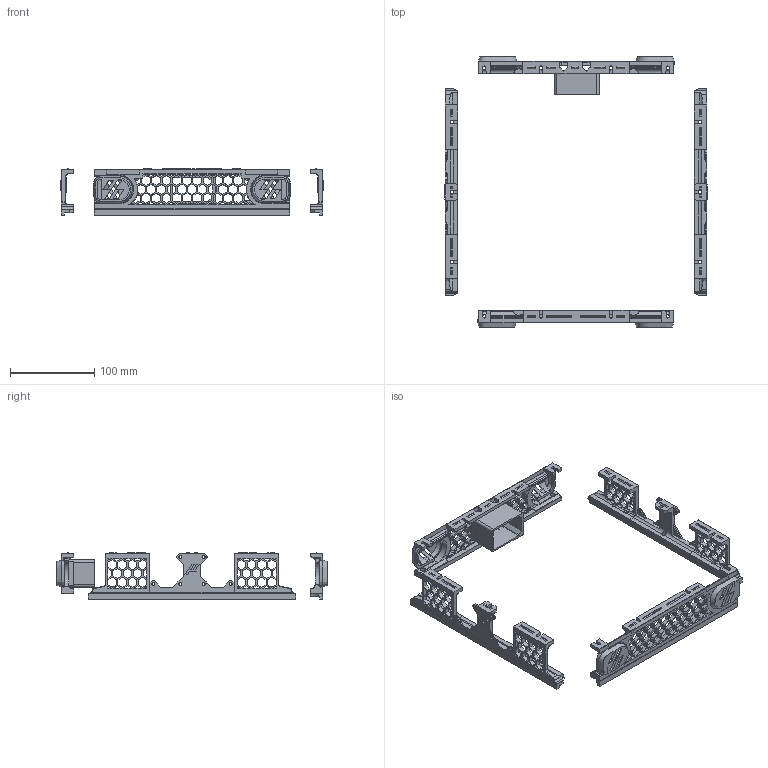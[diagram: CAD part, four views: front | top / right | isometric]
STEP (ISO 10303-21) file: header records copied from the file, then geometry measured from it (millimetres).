
FILE_DESCRIPTION(/* description */ (''),/* implementation_level */ '2;1');
FILE_NAME(/* name */ 'Smol_Hex_Skirts_Micron180.step',/* time_stamp */ '2023-07-19T18:43:00+01:00',/* author */ (''),/* organization */ (''),/* preprocessor_version */ 'ST-DEVELOPER v19.2',/* originating_system */ 'Autodesk Translation Framework v12.6.0.85',/* authorisation */ '');
FILE_SCHEMA (('AUTOMOTIVE_DESIGN { 1 0 10303 214 3 1 1 }'));
Products named in the file (15): Skirts test; Front Skirt; FrontSkirt_180; Front_rear_skirt_trim_180; Rear Skirt; Rear_Skirt_180; Side Skirt - Fans; Skirt_Fan_Support_No_Recess; Side Skirt - NoFans; Side_Skirt_Accent; Side_Skirt_120; Skirt_Fan_Support_No_Recess(1); Skirt_Logo; Z Motor Covers; Z_Motor_Cover
Assembly tree (20 placements, depth 4):
  Skirts test
    Front Skirt
      FrontSkirt_180
        Front_rear_skirt_trim_180
    Rear Skirt
      Rear_Skirt_180
    Side Skirt - Fans
      Side_Skirt_120
      Skirt_Fan_Support_No_Recess
        Skirt_Logo
      Side_Skirt_Accent
    Side Skirt - NoFans
      Side_Skirt_Accent
      Side_Skirt_120
      Skirt_Fan_Support_No_Recess(1)
        Skirt_Logo
    Z Motor Covers
      Z_Motor_Cover  x4
Bounding box: 310.47 x 320.16 x 55.44 mm (x, y, z)
Volume: 251557.8 mm3; surface area: 178960.2 mm2
Topology: 17 solids, 17 shells, 2254 faces, 6816 edges, 4459 vertices
Faces by surface type: plane 1825, cylinder 277, bspline 72, cone 38, torus 26, sphere 16
Full cylindrical faces by diameter (mm): 3.4 x6, 3.45 x12, 4.5 x10, 4.7 x8, 5 x4, 5.6 x2, 6 x8
Entity records: 73975 total; most frequent: CARTESIAN_POINT 15617, ORIENTED_EDGE 12646, DIRECTION 11274, EDGE_CURVE 6323, LINE 5154, VECTOR 5154, VERTEX_POINT 4146, AXIS2_PLACEMENT_3D 3060
